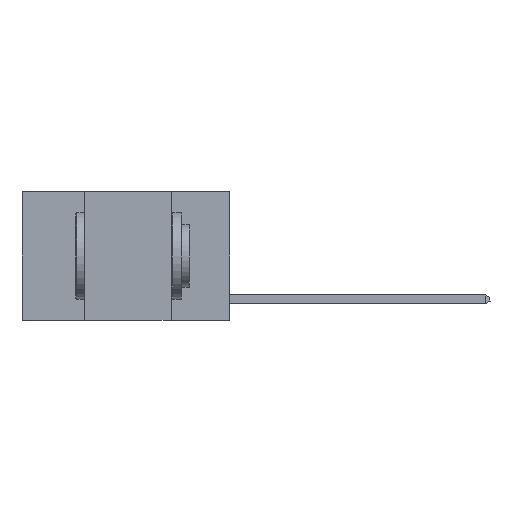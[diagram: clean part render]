
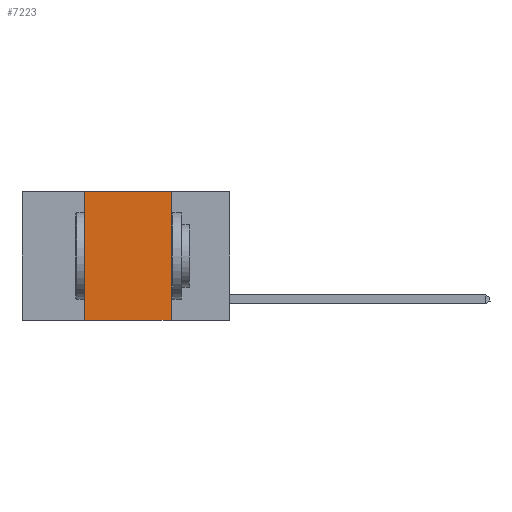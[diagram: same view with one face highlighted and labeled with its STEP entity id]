
A CAD part, left-side view. The second image highlights one B-rep face of the part: STEP entity #7223.
In plain terms, the highlighted planar face has unit normal (-1, 0, 0).
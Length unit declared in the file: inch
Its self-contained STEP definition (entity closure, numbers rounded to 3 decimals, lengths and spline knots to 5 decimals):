
#497 = EDGE_CURVE ( 'NONE', #6981, #6103, #9203, .T. ) ;
#694 = ORIENTED_EDGE ( 'NONE', *, *, #12773, .F. ) ;
#1721 = LINE ( 'NONE', #17994, #17770 ) ;
#2884 = VERTEX_POINT ( 'NONE', #18478 ) ;
#3200 = FACE_OUTER_BOUND ( 'NONE', #5682, .T. ) ;
#4682 = ORIENTED_EDGE ( 'NONE', *, *, #5368, .T. ) ;
#5007 = LINE ( 'NONE', #13269, #16994 ) ;
#5207 = DIRECTION ( 'NONE',  ( 0., -1., 0. ) ) ;
#5368 = EDGE_CURVE ( 'NONE', #2884, #6786, #16743, .T. ) ;
#5391 = AXIS2_PLACEMENT_3D ( 'NONE', #12904, #5433, #15949 ) ;
#5433 = DIRECTION ( 'NONE',  ( 1., 0., 0. ) ) ;
#5682 = EDGE_LOOP ( 'NONE', ( #18581, #9139, #694, #4682 ) ) ;
#6103 = VERTEX_POINT ( 'NONE', #16241 ) ;
#6684 = CARTESIAN_POINT ( 'NONE',  ( 0., 0.6, -0.37 ) ) ;
#6786 = VERTEX_POINT ( 'NONE', #11833 ) ;
#6981 = VERTEX_POINT ( 'NONE', #9024 ) ;
#7223 = ADVANCED_FACE ( 'NONE', ( #3200 ), #14438, .F. ) ;
#9024 = CARTESIAN_POINT ( 'NONE',  ( 0., 0.42, 0. ) ) ;
#9139 = ORIENTED_EDGE ( 'NONE', *, *, #497, .F. ) ;
#9203 = LINE ( 'NONE', #9413, #13228 ) ;
#9413 = CARTESIAN_POINT ( 'NONE',  ( 0., 0.6, 0. ) ) ;
#11833 = CARTESIAN_POINT ( 'NONE',  ( 0., 0.17, -0.37 ) ) ;
#12725 = VECTOR ( 'NONE', #5207, 39.37008 ) ;
#12773 = EDGE_CURVE ( 'NONE', #2884, #6981, #5007, .T. ) ;
#12904 = CARTESIAN_POINT ( 'NONE',  ( 0., 0.6, 0. ) ) ;
#13228 = VECTOR ( 'NONE', #19031, 39.37008 ) ;
#13269 = CARTESIAN_POINT ( 'NONE',  ( 0., 0.42, 0. ) ) ;
#14438 = PLANE ( 'NONE',  #5391 ) ;
#14800 = DIRECTION ( 'NONE',  ( 0., 0., 1. ) ) ;
#15949 = DIRECTION ( 'NONE',  ( 0., 0., -1. ) ) ;
#16241 = CARTESIAN_POINT ( 'NONE',  ( 0., 0.17, 0. ) ) ;
#16743 = LINE ( 'NONE', #6684, #12725 ) ;
#16765 = EDGE_CURVE ( 'NONE', #6103, #6786, #1721, .T. ) ;
#16994 = VECTOR ( 'NONE', #14800, 39.37008 ) ;
#17770 = VECTOR ( 'NONE', #19520, 39.37008 ) ;
#17994 = CARTESIAN_POINT ( 'NONE',  ( 0., 0.17, 0. ) ) ;
#18478 = CARTESIAN_POINT ( 'NONE',  ( 0., 0.42, -0.37 ) ) ;
#18581 = ORIENTED_EDGE ( 'NONE', *, *, #16765, .F. ) ;
#19031 = DIRECTION ( 'NONE',  ( 0., -1., 0. ) ) ;
#19520 = DIRECTION ( 'NONE',  ( 0., 0., -1. ) ) ;
